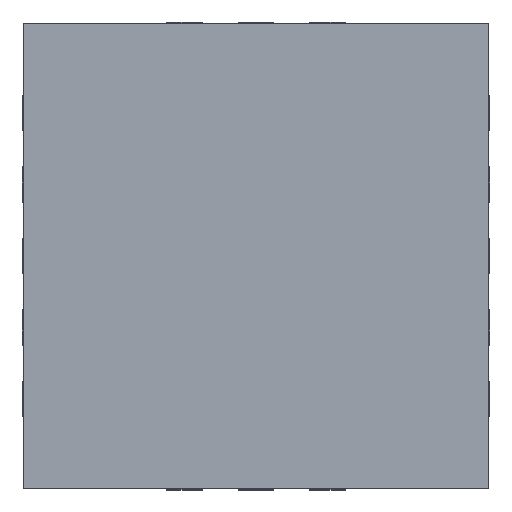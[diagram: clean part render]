
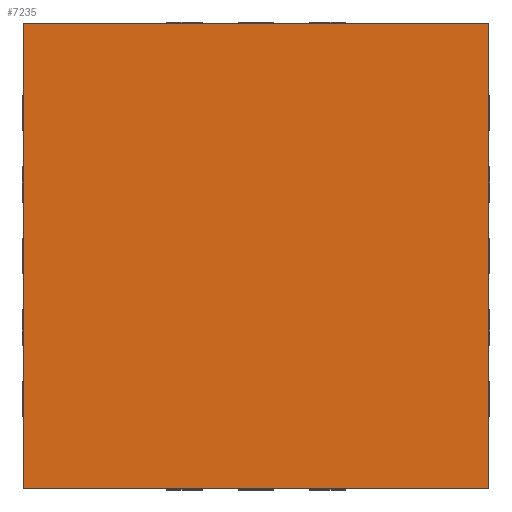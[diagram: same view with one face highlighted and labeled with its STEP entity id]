
A CAD part, top view. The second image highlights one B-rep face of the part: STEP entity #7235.
In plain terms, the highlighted planar face has unit normal (0, 0, 1).
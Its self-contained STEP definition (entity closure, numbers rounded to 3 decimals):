
#7235 = ADVANCED_FACE('',(#7236),#7250,.T.);
#7236 = FACE_BOUND('',#7237,.T.);
#7237 = EDGE_LOOP('',(#7238,#7273,#7301,#7329));
#7238 = ORIENTED_EDGE('',*,*,#7239,.F.);
#7239 = EDGE_CURVE('',#7240,#7242,#7244,.T.);
#7240 = VERTEX_POINT('',#7241);
#7241 = CARTESIAN_POINT('',(-1.3,-1.3,0.37));
#7242 = VERTEX_POINT('',#7243);
#7243 = CARTESIAN_POINT('',(-1.3,1.3,0.37));
#7244 = SURFACE_CURVE('',#7245,(#7249,#7261),.PCURVE_S1.);
#7245 = LINE('',#7246,#7247);
#7246 = CARTESIAN_POINT('',(-1.3,-1.3,0.37));
#7247 = VECTOR('',#7248,1.);
#7248 = DIRECTION('',(0.,1.,0.));
#7249 = PCURVE('',#7250,#7255);
#7250 = PLANE('',#7251);
#7251 = AXIS2_PLACEMENT_3D('',#7252,#7253,#7254);
#7252 = CARTESIAN_POINT('',(-1.3,-1.3,0.37));
#7253 = DIRECTION('',(0.,0.,1.));
#7254 = DIRECTION('',(1.,0.,0.));
#7255 = DEFINITIONAL_REPRESENTATION('',(#7256),#7260);
#7256 = LINE('',#7257,#7258);
#7257 = CARTESIAN_POINT('',(0.,0.));
#7258 = VECTOR('',#7259,1.);
#7259 = DIRECTION('',(0.,1.));
#7260 = ( GEOMETRIC_REPRESENTATION_CONTEXT(2) 
PARAMETRIC_REPRESENTATION_CONTEXT() REPRESENTATION_CONTEXT('2D SPACE',''
  ) );
#7261 = PCURVE('',#7262,#7267);
#7262 = PLANE('',#7263);
#7263 = AXIS2_PLACEMENT_3D('',#7264,#7265,#7266);
#7264 = CARTESIAN_POINT('',(-1.3,-1.3,0.02));
#7265 = DIRECTION('',(1.,0.,0.));
#7266 = DIRECTION('',(0.,0.,1.));
#7267 = DEFINITIONAL_REPRESENTATION('',(#7268),#7272);
#7268 = LINE('',#7269,#7270);
#7269 = CARTESIAN_POINT('',(0.35,0.));
#7270 = VECTOR('',#7271,1.);
#7271 = DIRECTION('',(0.,-1.));
#7272 = ( GEOMETRIC_REPRESENTATION_CONTEXT(2) 
PARAMETRIC_REPRESENTATION_CONTEXT() REPRESENTATION_CONTEXT('2D SPACE',''
  ) );
#7273 = ORIENTED_EDGE('',*,*,#7274,.T.);
#7274 = EDGE_CURVE('',#7240,#7275,#7277,.T.);
#7275 = VERTEX_POINT('',#7276);
#7276 = CARTESIAN_POINT('',(1.3,-1.3,0.37));
#7277 = SURFACE_CURVE('',#7278,(#7282,#7289),.PCURVE_S1.);
#7278 = LINE('',#7279,#7280);
#7279 = CARTESIAN_POINT('',(-1.3,-1.3,0.37));
#7280 = VECTOR('',#7281,1.);
#7281 = DIRECTION('',(1.,0.,0.));
#7282 = PCURVE('',#7250,#7283);
#7283 = DEFINITIONAL_REPRESENTATION('',(#7284),#7288);
#7284 = LINE('',#7285,#7286);
#7285 = CARTESIAN_POINT('',(0.,0.));
#7286 = VECTOR('',#7287,1.);
#7287 = DIRECTION('',(1.,0.));
#7288 = ( GEOMETRIC_REPRESENTATION_CONTEXT(2) 
PARAMETRIC_REPRESENTATION_CONTEXT() REPRESENTATION_CONTEXT('2D SPACE',''
  ) );
#7289 = PCURVE('',#7290,#7295);
#7290 = PLANE('',#7291);
#7291 = AXIS2_PLACEMENT_3D('',#7292,#7293,#7294);
#7292 = CARTESIAN_POINT('',(-1.3,-1.3,0.02));
#7293 = DIRECTION('',(0.,1.,0.));
#7294 = DIRECTION('',(0.,0.,1.));
#7295 = DEFINITIONAL_REPRESENTATION('',(#7296),#7300);
#7296 = LINE('',#7297,#7298);
#7297 = CARTESIAN_POINT('',(0.35,0.));
#7298 = VECTOR('',#7299,1.);
#7299 = DIRECTION('',(0.,1.));
#7300 = ( GEOMETRIC_REPRESENTATION_CONTEXT(2) 
PARAMETRIC_REPRESENTATION_CONTEXT() REPRESENTATION_CONTEXT('2D SPACE',''
  ) );
#7301 = ORIENTED_EDGE('',*,*,#7302,.T.);
#7302 = EDGE_CURVE('',#7275,#7303,#7305,.T.);
#7303 = VERTEX_POINT('',#7304);
#7304 = CARTESIAN_POINT('',(1.3,1.3,0.37));
#7305 = SURFACE_CURVE('',#7306,(#7310,#7317),.PCURVE_S1.);
#7306 = LINE('',#7307,#7308);
#7307 = CARTESIAN_POINT('',(1.3,-1.3,0.37));
#7308 = VECTOR('',#7309,1.);
#7309 = DIRECTION('',(0.,1.,0.));
#7310 = PCURVE('',#7250,#7311);
#7311 = DEFINITIONAL_REPRESENTATION('',(#7312),#7316);
#7312 = LINE('',#7313,#7314);
#7313 = CARTESIAN_POINT('',(2.6,0.));
#7314 = VECTOR('',#7315,1.);
#7315 = DIRECTION('',(0.,1.));
#7316 = ( GEOMETRIC_REPRESENTATION_CONTEXT(2) 
PARAMETRIC_REPRESENTATION_CONTEXT() REPRESENTATION_CONTEXT('2D SPACE',''
  ) );
#7317 = PCURVE('',#7318,#7323);
#7318 = PLANE('',#7319);
#7319 = AXIS2_PLACEMENT_3D('',#7320,#7321,#7322);
#7320 = CARTESIAN_POINT('',(1.3,-1.3,0.02));
#7321 = DIRECTION('',(1.,0.,0.));
#7322 = DIRECTION('',(0.,0.,1.));
#7323 = DEFINITIONAL_REPRESENTATION('',(#7324),#7328);
#7324 = LINE('',#7325,#7326);
#7325 = CARTESIAN_POINT('',(0.35,0.));
#7326 = VECTOR('',#7327,1.);
#7327 = DIRECTION('',(0.,-1.));
#7328 = ( GEOMETRIC_REPRESENTATION_CONTEXT(2) 
PARAMETRIC_REPRESENTATION_CONTEXT() REPRESENTATION_CONTEXT('2D SPACE',''
  ) );
#7329 = ORIENTED_EDGE('',*,*,#7330,.F.);
#7330 = EDGE_CURVE('',#7242,#7303,#7331,.T.);
#7331 = SURFACE_CURVE('',#7332,(#7336,#7343),.PCURVE_S1.);
#7332 = LINE('',#7333,#7334);
#7333 = CARTESIAN_POINT('',(-1.3,1.3,0.37));
#7334 = VECTOR('',#7335,1.);
#7335 = DIRECTION('',(1.,0.,0.));
#7336 = PCURVE('',#7250,#7337);
#7337 = DEFINITIONAL_REPRESENTATION('',(#7338),#7342);
#7338 = LINE('',#7339,#7340);
#7339 = CARTESIAN_POINT('',(0.,2.6));
#7340 = VECTOR('',#7341,1.);
#7341 = DIRECTION('',(1.,0.));
#7342 = ( GEOMETRIC_REPRESENTATION_CONTEXT(2) 
PARAMETRIC_REPRESENTATION_CONTEXT() REPRESENTATION_CONTEXT('2D SPACE',''
  ) );
#7343 = PCURVE('',#7344,#7349);
#7344 = PLANE('',#7345);
#7345 = AXIS2_PLACEMENT_3D('',#7346,#7347,#7348);
#7346 = CARTESIAN_POINT('',(-1.3,1.3,0.02));
#7347 = DIRECTION('',(0.,1.,0.));
#7348 = DIRECTION('',(0.,0.,1.));
#7349 = DEFINITIONAL_REPRESENTATION('',(#7350),#7354);
#7350 = LINE('',#7351,#7352);
#7351 = CARTESIAN_POINT('',(0.35,0.));
#7352 = VECTOR('',#7353,1.);
#7353 = DIRECTION('',(0.,1.));
#7354 = ( GEOMETRIC_REPRESENTATION_CONTEXT(2) 
PARAMETRIC_REPRESENTATION_CONTEXT() REPRESENTATION_CONTEXT('2D SPACE',''
  ) );
